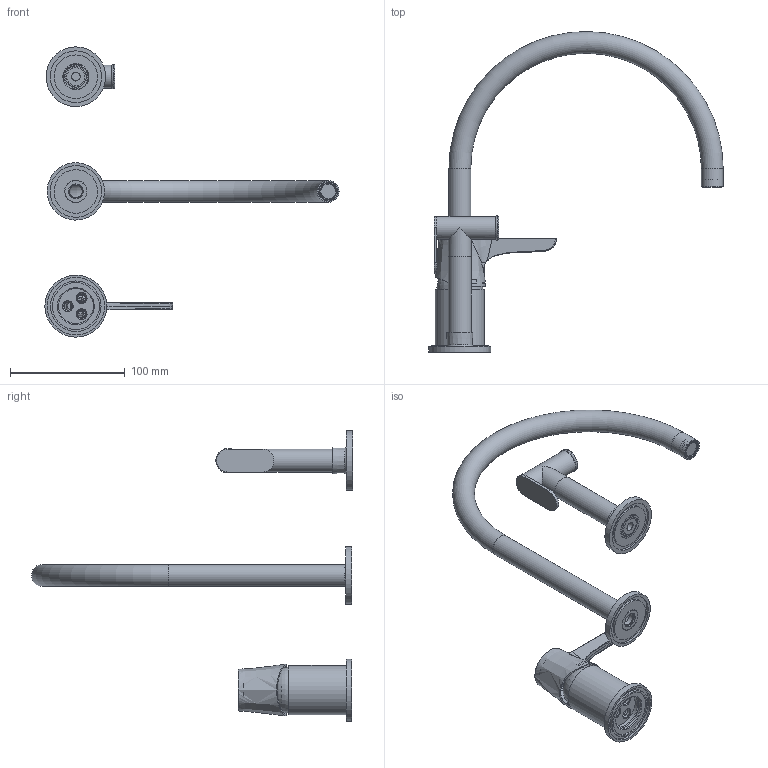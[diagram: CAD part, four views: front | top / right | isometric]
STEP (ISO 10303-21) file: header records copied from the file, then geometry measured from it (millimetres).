
FILE_DESCRIPTION (( 'STEP AP203' ), '1' );
FILE_NAME ('91EP07202.STEP', '2024-11-08T08:45:06', ( '' ), ( '' ), 'SwSTEP 2.0', 'SolidWorks 2021', '' );
FILE_SCHEMA (( 'CONFIG_CONTROL_DESIGN' ));
Length unit declared in the file: millimetre
Products named in the file (1): 91EP07202
Bounding box: 256.5 x 279.84 x 253 mm (x, y, z)
Volume: 153347.3 mm3; surface area: 127964.4 mm2
Topology: 14 solids, 14 shells, 308 faces, 653 edges, 423 vertices
Faces by surface type: plane 138, cylinder 96, bspline 31, cone 27, torus 15, sphere 1
Full cylindrical faces by diameter (mm): 0.5 x24, 4.2 x1, 5 x2, 5.5 x2, 6.5 x1, 7 x3, 7.5 x1, 8 x1, 9 x3, 11 x1, 12.955 x1, 13 x1, 13.485 x1, 14.5 x1, 15 x1, 15.173 x1, 15.5 x1, 15.651 x1, 16.5 x1, 16.75 x1, 17 x2, 18 x1, 19 x2, 19.45 x1, 20 x3, 21.2 x1, 30.5 x2, 31 x1, 35.2 x1, 35.8 x2
Entity records: 20952 total; most frequent: CARTESIAN_POINT 15021, DIRECTION 1199, ORIENTED_EDGE 1000, AXIS2_PLACEMENT_3D 526, EDGE_CURVE 500, EDGE_LOOP 499, FACE_OUTER_BOUND 398, VERTEX_POINT 391
